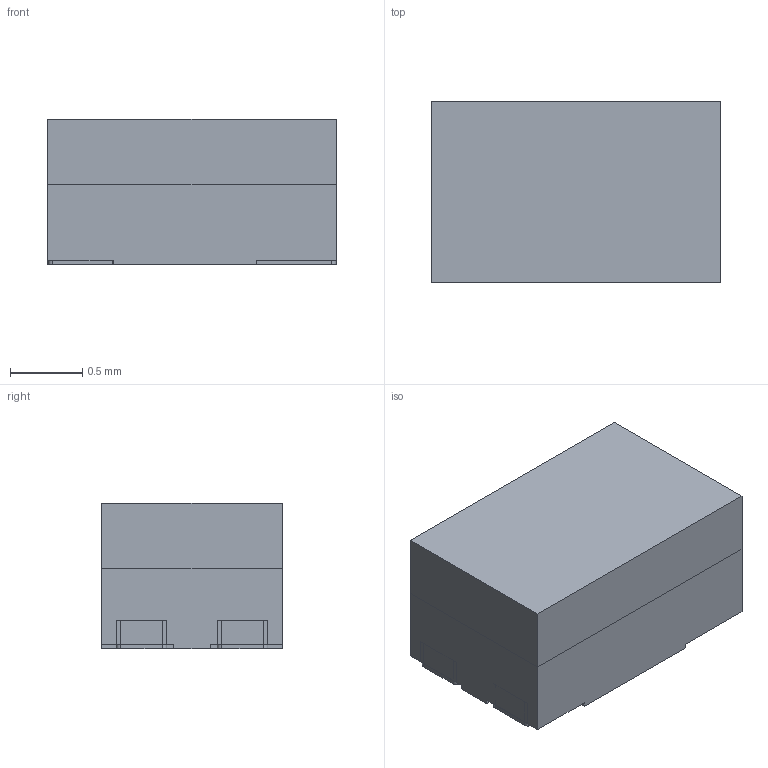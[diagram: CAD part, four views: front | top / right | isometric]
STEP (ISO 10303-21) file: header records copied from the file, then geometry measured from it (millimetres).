
FILE_DESCRIPTION (( 'STEP AP214' ), '1' );
FILE_NAME ('User Library-VEML6075.STEP', '2020-02-24T23:13:01', ( '' ), ( '' ), 'SwSTEP 2.0', 'SolidWorks 2019', '' );
FILE_SCHEMA (( 'AUTOMOTIVE_DESIGN' ));
Length unit declared in the file: millimetre
Products named in the file (6): Pad003; Pad001; Fillet; User Library-VEML6075; Pad002; Pocket
Assembly tree (5 placements, depth 2):
  User Library-VEML6075
    Pad001
    Pad002
    Pad003
    Pocket
    Fillet
Bounding box: 2 x 1.25 x 1.01 mm (x, y, z)
Surface area: 23 mm2
Topology: 8 solids, 8 shells, 88 faces, 204 edges, 136 vertices
Faces by surface type: plane 80, cylinder 8
Entity records: 3701 total; most frequent: CARTESIAN_POINT 436, DIRECTION 412, ORIENTED_EDGE 408, EDGE_CURVE 204, LINE 188, VECTOR 188, VERTEX_POINT 136, AXIS2_PLACEMENT_3D 112
